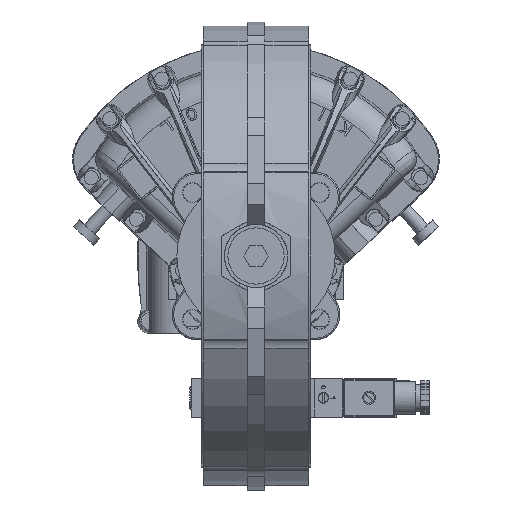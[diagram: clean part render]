
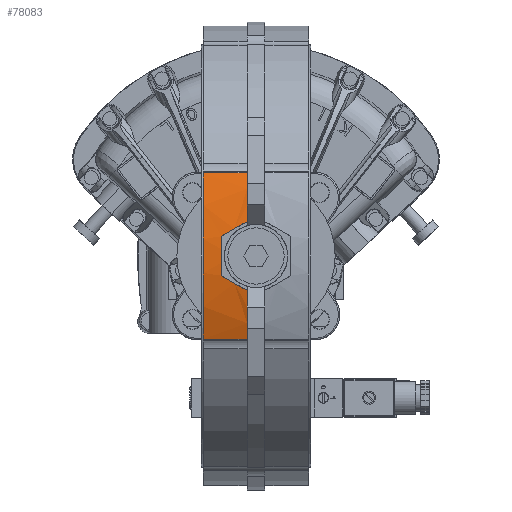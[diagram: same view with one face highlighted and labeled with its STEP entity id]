
A CAD part, front view. The second image highlights one B-rep face of the part: STEP entity #78083.
In plain terms, the highlighted cylindrical face has radius 131 mm (diameter 262 mm), a partial arc.
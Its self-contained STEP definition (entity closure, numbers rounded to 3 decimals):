
#4368=ELLIPSE('',#85134,262.,131.);
#4369=ELLIPSE('',#85136,262.,131.);
#11326=LINE('',#154563,#16689);
#11327=LINE('',#154569,#16690);
#16689=VECTOR('',#101623,1000.);
#16690=VECTOR('',#101630,1000.);
#19080=CYLINDRICAL_SURFACE('',#85132,131.);
#22369=FACE_OUTER_BOUND('',#27071,.T.);
#27071=EDGE_LOOP('',(#66004,#66005,#66006,#66007,#66008,#66009,#66010,#66011));
#30959=CIRCLE('',#85037,131.);
#30967=CIRCLE('',#85047,131.);
#31024=CIRCLE('',#85133,131.);
#31025=CIRCLE('',#85135,131.);
#36979=VERTEX_POINT('',#154234);
#36980=VERTEX_POINT('',#154236);
#36998=VERTEX_POINT('',#154277);
#36999=VERTEX_POINT('',#154279);
#37109=VERTEX_POINT('',#154560);
#37110=VERTEX_POINT('',#154561);
#37111=VERTEX_POINT('',#154564);
#37112=VERTEX_POINT('',#154566);
#46963=EDGE_CURVE('',#36980,#36979,#30959,.T.);
#46985=EDGE_CURVE('',#36999,#36998,#30967,.T.);
#47131=EDGE_CURVE('',#37109,#37110,#31024,.T.);
#47132=EDGE_CURVE('',#37109,#36999,#11326,.T.);
#47133=EDGE_CURVE('',#36998,#37111,#4368,.T.);
#47134=EDGE_CURVE('',#37111,#37112,#31025,.T.);
#47135=EDGE_CURVE('',#37112,#36980,#4369,.T.);
#47136=EDGE_CURVE('',#36979,#37110,#11327,.T.);
#66004=ORIENTED_EDGE('',*,*,#47131,.F.);
#66005=ORIENTED_EDGE('',*,*,#47132,.T.);
#66006=ORIENTED_EDGE('',*,*,#46985,.T.);
#66007=ORIENTED_EDGE('',*,*,#47133,.T.);
#66008=ORIENTED_EDGE('',*,*,#47134,.T.);
#66009=ORIENTED_EDGE('',*,*,#47135,.T.);
#66010=ORIENTED_EDGE('',*,*,#46963,.T.);
#66011=ORIENTED_EDGE('',*,*,#47136,.T.);
#78083=ADVANCED_FACE('',(#22369),#19080,.T.);
#85037=AXIS2_PLACEMENT_3D('',#154237,#101330,#101331);
#85047=AXIS2_PLACEMENT_3D('',#154280,#101364,#101365);
#85132=AXIS2_PLACEMENT_3D('',#154559,#101619,#101620);
#85133=AXIS2_PLACEMENT_3D('',#154562,#101621,#101622);
#85134=AXIS2_PLACEMENT_3D('',#154565,#101624,#101625);
#85135=AXIS2_PLACEMENT_3D('',#154567,#101626,#101627);
#85136=AXIS2_PLACEMENT_3D('',#154568,#101628,#101629);
#101330=DIRECTION('center_axis',(0.,0.,1.));
#101331=DIRECTION('ref_axis',(1.,0.,0.));
#101364=DIRECTION('center_axis',(0.,0.,1.));
#101365=DIRECTION('ref_axis',(1.,0.,0.));
#101619=DIRECTION('center_axis',(0.,0.,1.));
#101620=DIRECTION('ref_axis',(1.,0.,0.));
#101621=DIRECTION('center_axis',(0.,0.,1.));
#101622=DIRECTION('ref_axis',(1.,0.,0.));
#101623=DIRECTION('',(0.,0.,-1.));
#101624=DIRECTION('center_axis',(-0.866,0.,
0.5));
#101625=DIRECTION('ref_axis',(0.5,0.,0.866));
#101626=DIRECTION('center_axis',(0.,0.,1.));
#101627=DIRECTION('ref_axis',(-1.,0.,0.));
#101628=DIRECTION('center_axis',(0.866,0.,
0.5));
#101629=DIRECTION('ref_axis',(0.5,0.,-0.866));
#101630=DIRECTION('',(0.,0.,1.));
#154234=CARTESIAN_POINT('',(47.211,-122.197,5.));
#154236=CARTESIAN_POINT('',(19.63,-129.521,5.));
#154237=CARTESIAN_POINT('Origin',(0.,0.,5.));
#154277=CARTESIAN_POINT('',(-19.63,-129.521,5.));
#154279=CARTESIAN_POINT('',(-47.211,-122.197,5.));
#154280=CARTESIAN_POINT('Origin',(0.,0.,5.));
#154559=CARTESIAN_POINT('Origin',(0.,0.,115.101));
#154560=CARTESIAN_POINT('',(-47.211,-122.197,30.));
#154561=CARTESIAN_POINT('',(47.211,-122.197,30.));
#154562=CARTESIAN_POINT('Origin',(0.,0.,30.));
#154563=CARTESIAN_POINT('',(-47.211,-122.197,115.101));
#154564=CARTESIAN_POINT('',(-11.258,-130.515,19.5));
#154565=CARTESIAN_POINT('Origin',(0.,0.,
39.));
#154566=CARTESIAN_POINT('',(11.258,-130.515,19.5));
#154567=CARTESIAN_POINT('Origin',(0.,0.,19.5));
#154568=CARTESIAN_POINT('Origin',(0.,0.,
39.));
#154569=CARTESIAN_POINT('',(47.211,-122.197,115.101));
